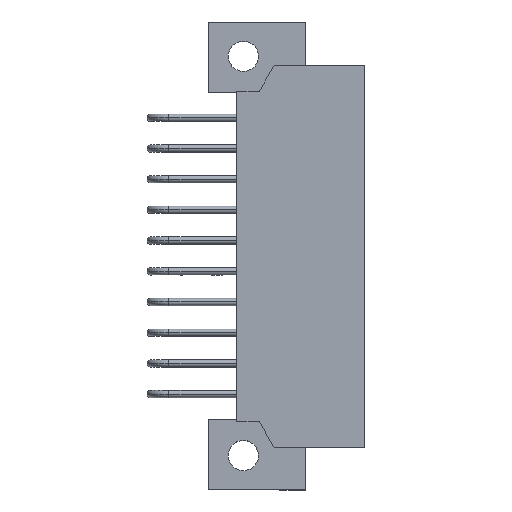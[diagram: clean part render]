
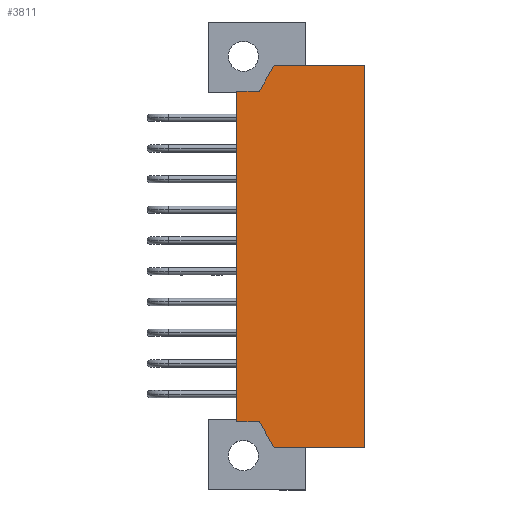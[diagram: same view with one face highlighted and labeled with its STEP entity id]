
A CAD part, top view. The second image highlights one B-rep face of the part: STEP entity #3811.
In plain terms, the highlighted planar face has unit normal (0, 0, 1).
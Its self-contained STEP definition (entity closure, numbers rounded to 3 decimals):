
#3474=CARTESIAN_POINT('',(12.64,-27.28,9.35));
#3475=VERTEX_POINT('',#3474);
#3492=CARTESIAN_POINT('',(12.64,4.32,9.35));
#3493=VERTEX_POINT('',#3492);
#3500=CARTESIAN_POINT('',(12.64,4.32,9.35));
#3501=DIRECTION('',(0.0,-1.0,0.0));
#3502=VECTOR('',#3501,31.6);
#3503=LINE('',#3500,#3502);
#3504=EDGE_CURVE('',#3493,#3475,#3503,.T.);
#3652=CARTESIAN_POINT('',(5.132,-27.28,9.35));
#3653=VERTEX_POINT('',#3652);
#3654=CARTESIAN_POINT('',(5.132,-27.28,9.35));
#3655=DIRECTION('',(1.0,0.0,0.0));
#3656=VECTOR('',#3655,7.508);
#3657=LINE('',#3654,#3656);
#3658=EDGE_CURVE('',#3653,#3475,#3657,.T.);
#3683=CARTESIAN_POINT('',(3.897,-25.14,9.35));
#3684=VERTEX_POINT('',#3683);
#3685=CARTESIAN_POINT('',(3.897,-25.14,9.35));
#3686=DIRECTION('',(0.5,-0.866,0.0));
#3687=VECTOR('',#3686,2.471);
#3688=LINE('',#3685,#3687);
#3689=EDGE_CURVE('',#3684,#3653,#3688,.T.);
#3714=CARTESIAN_POINT('',(2.04,-25.14,9.35));
#3715=VERTEX_POINT('',#3714);
#3716=CARTESIAN_POINT('',(2.04,-25.14,9.35));
#3717=DIRECTION('',(1.0,0.0,0.0));
#3718=VECTOR('',#3717,1.857);
#3719=LINE('',#3716,#3718);
#3720=EDGE_CURVE('',#3715,#3684,#3719,.T.);
#3746=CARTESIAN_POINT('',(3.897,2.18,9.35));
#3747=VERTEX_POINT('',#3746);
#3754=CARTESIAN_POINT('',(5.132,4.32,9.35));
#3755=VERTEX_POINT('',#3754);
#3756=CARTESIAN_POINT('',(5.132,4.32,9.35));
#3757=DIRECTION('',(-0.5,-0.866,0.0));
#3758=VECTOR('',#3757,2.471);
#3759=LINE('',#3756,#3758);
#3760=EDGE_CURVE('',#3755,#3747,#3759,.T.);
#3779=CARTESIAN_POINT('',(7.34,-27.28,9.35));
#3780=DIRECTION('',(0.0,0.0,1.0));
#3781=DIRECTION('',(0.0,-1.0,0.0));
#3782=AXIS2_PLACEMENT_3D('',#3779,#3780,#3781);
#3783=PLANE('',#3782);
#3784=ORIENTED_EDGE('',*,*,#3760,.T.);
#3785=CARTESIAN_POINT('',(2.04,2.18,9.35));
#3786=VERTEX_POINT('',#3785);
#3787=CARTESIAN_POINT('',(3.897,2.18,9.35));
#3788=DIRECTION('',(-1.0,0.0,0.0));
#3789=VECTOR('',#3788,1.857);
#3790=LINE('',#3787,#3789);
#3791=EDGE_CURVE('',#3747,#3786,#3790,.T.);
#3792=ORIENTED_EDGE('',*,*,#3791,.T.);
#3793=CARTESIAN_POINT('',(2.04,-25.14,9.35));
#3794=DIRECTION('',(0.0,1.0,0.0));
#3795=VECTOR('',#3794,27.32);
#3796=LINE('',#3793,#3795);
#3797=EDGE_CURVE('',#3715,#3786,#3796,.T.);
#3798=ORIENTED_EDGE('',*,*,#3797,.F.);
#3799=ORIENTED_EDGE('',*,*,#3720,.T.);
#3800=ORIENTED_EDGE('',*,*,#3689,.T.);
#3801=ORIENTED_EDGE('',*,*,#3658,.T.);
#3802=ORIENTED_EDGE('',*,*,#3504,.F.);
#3803=CARTESIAN_POINT('',(12.64,4.32,9.35));
#3804=DIRECTION('',(-1.0,0.0,0.0));
#3805=VECTOR('',#3804,7.508);
#3806=LINE('',#3803,#3805);
#3807=EDGE_CURVE('',#3493,#3755,#3806,.T.);
#3808=ORIENTED_EDGE('',*,*,#3807,.T.);
#3809=EDGE_LOOP('',(#3784,#3792,#3798,#3799,#3800,#3801,#3802,#3808));
#3810=FACE_OUTER_BOUND('',#3809,.T.);
#3811=ADVANCED_FACE('',(#3810),#3783,.T.);
